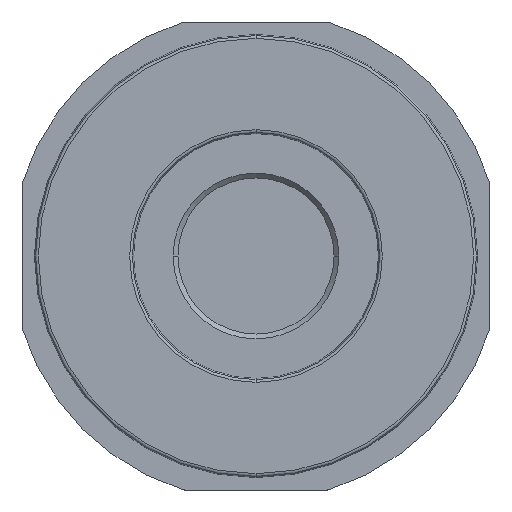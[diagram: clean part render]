
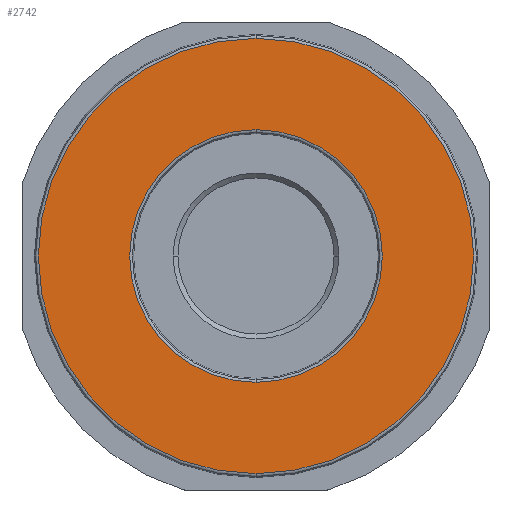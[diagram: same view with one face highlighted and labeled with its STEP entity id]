
A CAD part, front view. The second image highlights one B-rep face of the part: STEP entity #2742.
In plain terms, the highlighted planar face has unit normal (0, -1, 0).
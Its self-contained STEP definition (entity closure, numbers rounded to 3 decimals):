
#1470=CARTESIAN_POINT('',(2677.38,264.122,0.));
#1471=DIRECTION('',(0.,-1.,0.));
#1472=DIRECTION('',(1.,0.,0.));
#1473=AXIS2_PLACEMENT_3D('',#1470,#1471,#1472);
#1475=CARTESIAN_POINT('',(2677.38,264.122,0.));
#1476=DIRECTION('',(0.,-1.,0.));
#1477=DIRECTION('',(0.,0.,-1.));
#1478=AXIS2_PLACEMENT_3D('',#1475,#1476,#1477);
#1480=CARTESIAN_POINT('',(2677.38,264.122,0.));
#1481=DIRECTION('',(0.,-1.,0.));
#1482=DIRECTION('',(0.,0.,1.));
#1483=AXIS2_PLACEMENT_3D('',#1480,#1481,#1482);
#1485=CARTESIAN_POINT('',(2677.38,264.122,0.));
#1486=DIRECTION('',(0.,1.,0.));
#1487=DIRECTION('',(1.,0.,0.));
#1488=AXIS2_PLACEMENT_3D('',#1485,#1486,#1487);
#1490=CARTESIAN_POINT('',(2677.38,264.122,0.));
#1491=DIRECTION('',(0.,1.,0.));
#1492=DIRECTION('',(0.,0.,1.));
#1493=AXIS2_PLACEMENT_3D('',#1490,#1491,#1492);
#1495=CARTESIAN_POINT('',(2677.38,264.122,0.));
#1496=DIRECTION('',(0.,1.,0.));
#1497=DIRECTION('',(-1.,0.,0.));
#1498=AXIS2_PLACEMENT_3D('',#1495,#1496,#1497);
#1500=CARTESIAN_POINT('',(2677.38,264.122,0.));
#1501=DIRECTION('',(0.,1.,0.));
#1502=DIRECTION('',(0.,0.,-1.));
#1503=AXIS2_PLACEMENT_3D('',#1500,#1501,#1502);
#2265=CARTESIAN_POINT('',(2677.38,264.122,-32.5));
#2266=VERTEX_POINT('',#2265);
#2267=CARTESIAN_POINT('',(2677.38,264.122,32.5));
#2268=VERTEX_POINT('',#2267);
#2269=CARTESIAN_POINT('',(2709.88,264.122,
0.));
#2270=VERTEX_POINT('',#2269);
#2271=CARTESIAN_POINT('',(2644.88,264.122,0.));
#2272=VERTEX_POINT('',#2271);
#2273=CARTESIAN_POINT('',(2677.38,264.122,56.));
#2275=VERTEX_POINT('',#2273);
#2279=CARTESIAN_POINT('',(2677.38,264.122,-56.));
#2280=VERTEX_POINT('',#2279);
#2285=CARTESIAN_POINT('',(2733.38,264.122,0.));
#2286=VERTEX_POINT('',#2285);
#2721=CARTESIAN_POINT('',(2721.63,264.122,0.));
#2722=DIRECTION('',(0.,-1.,0.));
#2723=DIRECTION('',(0.,0.,-1.));
#2724=AXIS2_PLACEMENT_3D('',#2721,#2722,#2723);
#2725=PLANE('',#2724);
#2727=ORIENTED_EDGE('',*,*,#2726,.F.);
#2729=ORIENTED_EDGE('',*,*,#2728,.F.);
#2731=ORIENTED_EDGE('',*,*,#2730,.F.);
#2732=EDGE_LOOP('',(#2727,#2729,#2731));
#2733=FACE_OUTER_BOUND('',#2732,.F.);
#2735=ORIENTED_EDGE('',*,*,#2734,.F.);
#2737=ORIENTED_EDGE('',*,*,#2736,.F.);
#2738=ORIENTED_EDGE('',*,*,#2709,.F.);
#2739=ORIENTED_EDGE('',*,*,#2716,.F.);
#2740=EDGE_LOOP('',(#2735,#2737,#2738,#2739));
#2741=FACE_BOUND('',#2740,.F.);
#1474=CIRCLE('',#1473,56.);
#1479=CIRCLE('',#1478,56.);
#1484=CIRCLE('',#1483,56.);
#1489=CIRCLE('',#1488,32.5);
#1494=CIRCLE('',#1493,32.5);
#1499=CIRCLE('',#1498,32.5);
#1504=CIRCLE('',#1503,32.5);
#2709=EDGE_CURVE('',#2272,#2268,#1499,.T.);
#2716=EDGE_CURVE('',#2266,#2272,#1504,.T.);
#2726=EDGE_CURVE('',#2286,#2275,#1474,.T.);
#2728=EDGE_CURVE('',#2280,#2286,#1479,.T.);
#2730=EDGE_CURVE('',#2275,#2280,#1484,.T.);
#2734=EDGE_CURVE('',#2270,#2266,#1489,.T.);
#2736=EDGE_CURVE('',#2268,#2270,#1494,.T.);
#2742=ADVANCED_FACE('',(#2733,#2741),#2725,.T.);
